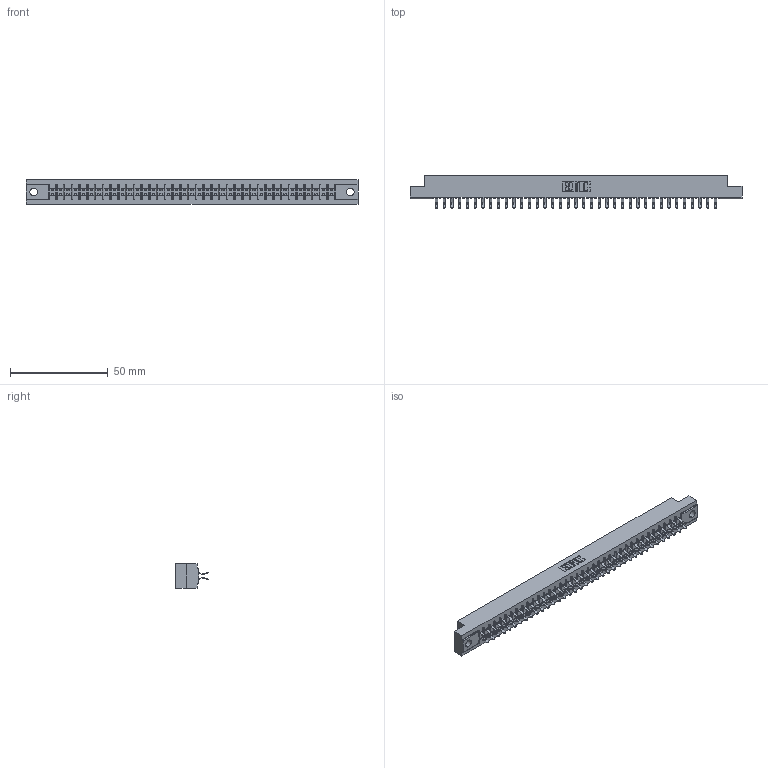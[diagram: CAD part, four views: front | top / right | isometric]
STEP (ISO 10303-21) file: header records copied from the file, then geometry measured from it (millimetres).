
FILE_DESCRIPTION (( 'STEP AP203' ), '1' );
FILE_NAME ('315-074-556-204.STEP', '2019-09-10T22:16:14', ( '' ), ( '' ), 'SwSTEP 2.0', 'SolidWorks 2016', '' );
FILE_SCHEMA (( 'CONFIG_CONTROL_DESIGN' ));
Length unit declared in the file: inch
Products named in the file (3): 315-074-556-204; 305-290-001_556; 305 Part_.156 Dia
Assembly tree (75 placements, depth 2):
  315-074-556-204
    305 Part_.156 Dia
    305-290-001_556  x74
Bounding box: 169.62 x 16.64 x 12.7 mm (x, y, z)
Volume: 17550.7 mm3; surface area: 22071.2 mm2
Topology: 75 solids, 75 shells, 4274 faces, 12303 edges, 8002 vertices
Faces by surface type: plane 2376, cylinder 1750, sphere 148
Entity records: 41310 total; most frequent: CARTESIAN_POINT 6843, ORIENTED_EDGE 6790, DIRECTION 6619, EDGE_CURVE 3395, LINE 2743, VECTOR 2743, VERTEX_POINT 2162, AXIS2_PLACEMENT_3D 1938
